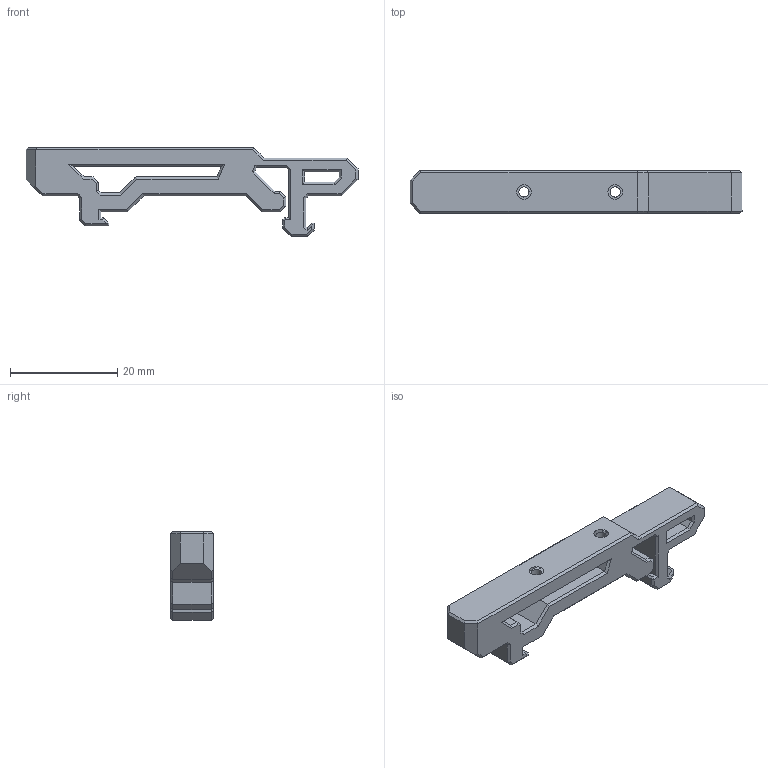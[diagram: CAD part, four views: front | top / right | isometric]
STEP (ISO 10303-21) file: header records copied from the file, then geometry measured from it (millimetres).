
FILE_DESCRIPTION(/* description */ (''),/* implementation_level */ '2;1');
FILE_NAME(/* name */ 'usb_c_female_breakout_dinclip.step',/* time_stamp */ '2023-10-18T16:06:42-07:00',/* author */ (''),/* organization */ (''),/* preprocessor_version */ 'ST-DEVELOPER v20',/* originating_system */ 'Autodesk Translation Framework v12.14.0.127',/* authorisation */ '');
FILE_SCHEMA (('AUTOMOTIVE_DESIGN { 1 0 10303 214 3 1 1 }'));
Length unit declared in the file: millimetre
Products named in the file (1): pcb_din_clip_v2
Bounding box: 62 x 8 x 16.6 mm (x, y, z)
Volume: 3871.2 mm3; surface area: 3062.7 mm2
Topology: 1 solids, 1 shells, 187 faces, 441 edges, 254 vertices
Faces by surface type: plane 182, cylinder 3, cone 2
Full cylindrical faces by diameter (mm): 1.9 x3
Entity records: 5167 total; most frequent: CARTESIAN_POINT 883, ORIENTED_EDGE 882, DIRECTION 829, EDGE_CURVE 441, LINE 429, VECTOR 429, VERTEX_POINT 254, AXIS2_PLACEMENT_3D 200
